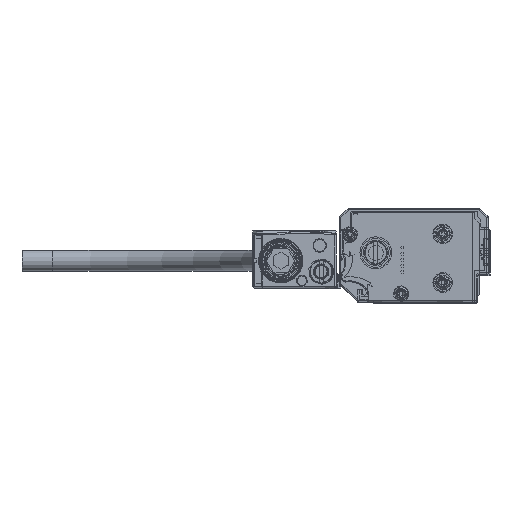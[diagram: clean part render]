
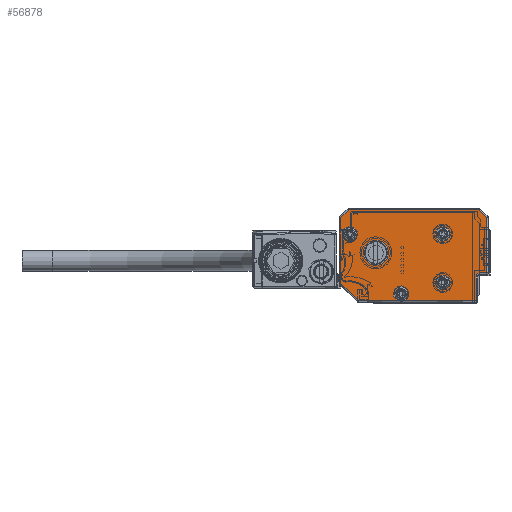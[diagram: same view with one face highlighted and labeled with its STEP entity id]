
A CAD part, left-side view. The second image highlights one B-rep face of the part: STEP entity #56878.
In plain terms, the highlighted planar face has unit normal (-1, 0, 0).
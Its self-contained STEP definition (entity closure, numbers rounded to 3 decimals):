
#56663=AXIS2_PLACEMENT_3D('Circle Axis2P3D',#56661,#56662,$) ;
#56691=AXIS2_PLACEMENT_3D('Circle Axis2P3D',#56689,#56690,$) ;
#56706=AXIS2_PLACEMENT_3D('Plane Axis2P3D',#56703,#56704,#56705) ;
#56710=AXIS2_PLACEMENT_3D('Circle Axis2P3D',#56708,#56709,$) ;
#56717=AXIS2_PLACEMENT_3D('Circle Axis2P3D',#56715,#56716,$) ;
#56724=AXIS2_PLACEMENT_3D('Circle Axis2P3D',#56722,#56723,$) ;
#56736=AXIS2_PLACEMENT_3D('Circle Axis2P3D',#56734,#56735,$) ;
#56808=AXIS2_PLACEMENT_3D('Circle Axis2P3D',#56806,#56807,$) ;
#56817=AXIS2_PLACEMENT_3D('Circle Axis2P3D',#56815,#56816,$) ;
#56826=AXIS2_PLACEMENT_3D('Circle Axis2P3D',#56824,#56825,$) ;
#56835=AXIS2_PLACEMENT_3D('Circle Axis2P3D',#56833,#56834,$) ;
#56844=AXIS2_PLACEMENT_3D('Circle Axis2P3D',#56842,#56843,$) ;
#56853=AXIS2_PLACEMENT_3D('Circle Axis2P3D',#56851,#56852,$) ;
#56862=AXIS2_PLACEMENT_3D('Circle Axis2P3D',#56860,#56861,$) ;
#56871=AXIS2_PLACEMENT_3D('Circle Axis2P3D',#56869,#56870,$) ;
#45985=CARTESIAN_POINT('Vertex',(-3573.,8.4,-1.)) ;
#45987=CARTESIAN_POINT('Vertex',(-3573.,7.,-1.)) ;
#45990=CARTESIAN_POINT('Line Origine',(-3573.,3.5,-1.)) ;
#45994=CARTESIAN_POINT('Vertex',(-3573.,21.793,-1.)) ;
#46006=CARTESIAN_POINT('Vertex',(-3573.,-17.,-1.)) ;
#46009=CARTESIAN_POINT('Line Origine',(-3573.,3.5,-1.)) ;
#56661=CARTESIAN_POINT('Axis2P3D Location',(-3573.,7.7,1.4)) ;
#56665=CARTESIAN_POINT('Vertex',(-3573.,5.2,1.4)) ;
#56686=CARTESIAN_POINT('Vertex',(-3573.,9.894,0.201)) ;
#56689=CARTESIAN_POINT('Axis2P3D Location',(-3573.,7.7,1.4)) ;
#56703=CARTESIAN_POINT('Axis2P3D Location',(-3573.,-21.5,13.5)) ;
#56708=CARTESIAN_POINT('Axis2P3D Location',(-3573.,7.7,1.4)) ;
#56712=CARTESIAN_POINT('Vertex',(-3573.,10.2,1.4)) ;
#56715=CARTESIAN_POINT('Axis2P3D Location',(-3573.,7.7,1.4)) ;
#56719=CARTESIAN_POINT('Vertex',(-3573.,5.506,2.599)) ;
#56722=CARTESIAN_POINT('Axis2P3D Location',(-3573.,7.7,1.4)) ;
#56727=CARTESIAN_POINT('Line Origine',(-3573.,-17.,3.1)) ;
#56731=CARTESIAN_POINT('Vertex',(-3573.,-17.,7.2)) ;
#56734=CARTESIAN_POINT('Axis2P3D Location',(-3573.,-18.,7.2)) ;
#56738=CARTESIAN_POINT('Vertex',(-3573.,-18.,8.2)) ;
#56741=CARTESIAN_POINT('Line Origine',(-3573.,-19.25,8.2)) ;
#56745=CARTESIAN_POINT('Vertex',(-3573.,-20.5,8.2)) ;
#56748=CARTESIAN_POINT('Line Origine',(-3573.,-20.5,17.246)) ;
#56752=CARTESIAN_POINT('Vertex',(-3573.,-20.5,26.293)) ;
#56755=CARTESIAN_POINT('Line Origine',(-3573.,-19.146,27.646)) ;
#56759=CARTESIAN_POINT('Vertex',(-3573.,-17.793,29.)) ;
#56762=CARTESIAN_POINT('Line Origine',(-3573.,3.5,29.)) ;
#56766=CARTESIAN_POINT('Vertex',(-3573.,24.793,29.)) ;
#56769=CARTESIAN_POINT('Line Origine',(-3573.,26.146,27.646)) ;
#56773=CARTESIAN_POINT('Vertex',(-3573.,27.5,26.293)) ;
#56776=CARTESIAN_POINT('Line Origine',(-3573.,27.5,15.5)) ;
#56780=CARTESIAN_POINT('Vertex',(-3573.,27.5,4.707)) ;
#56783=CARTESIAN_POINT('Line Origine',(-3573.,24.646,1.854)) ;
#56806=CARTESIAN_POINT('Axis2P3D Location',(-3573.,-6.,5.)) ;
#56810=CARTESIAN_POINT('Vertex',(-3573.,-3.806,3.801)) ;
#56812=CARTESIAN_POINT('Vertex',(-3573.,-8.194,6.199)) ;
#56815=CARTESIAN_POINT('Axis2P3D Location',(-3573.,-6.,5.)) ;
#56824=CARTESIAN_POINT('Axis2P3D Location',(-3573.,16.,14.8)) ;
#56828=CARTESIAN_POINT('Vertex',(-3573.,11.85,14.8)) ;
#56830=CARTESIAN_POINT('Vertex',(-3573.,20.15,14.8)) ;
#56833=CARTESIAN_POINT('Axis2P3D Location',(-3573.,16.,14.8)) ;
#56842=CARTESIAN_POINT('Axis2P3D Location',(-3573.,-6.,21.)) ;
#56846=CARTESIAN_POINT('Vertex',(-3573.,-8.194,22.199)) ;
#56848=CARTESIAN_POINT('Vertex',(-3573.,-3.806,19.801)) ;
#56851=CARTESIAN_POINT('Axis2P3D Location',(-3573.,-6.,21.)) ;
#56860=CARTESIAN_POINT('Axis2P3D Location',(-3573.,24.5,20.9)) ;
#56864=CARTESIAN_POINT('Vertex',(-3573.,22.306,22.099)) ;
#56866=CARTESIAN_POINT('Vertex',(-3573.,26.694,19.701)) ;
#56869=CARTESIAN_POINT('Axis2P3D Location',(-3573.,24.5,20.9)) ;
#45991=DIRECTION('Vector Direction',(0.,1.,0.)) ;
#46010=DIRECTION('Vector Direction',(0.,1.,0.)) ;
#56662=DIRECTION('Axis2P3D Direction',(-1.,0.,0.)) ;
#56690=DIRECTION('Axis2P3D Direction',(-1.,0.,0.)) ;
#56704=DIRECTION('Axis2P3D Direction',(1.,0.,0.)) ;
#56705=DIRECTION('Axis2P3D XDirection',(0.,1.,0.)) ;
#56709=DIRECTION('Axis2P3D Direction',(1.,0.,0.)) ;
#56716=DIRECTION('Axis2P3D Direction',(1.,0.,0.)) ;
#56723=DIRECTION('Axis2P3D Direction',(1.,0.,0.)) ;
#56728=DIRECTION('Vector Direction',(0.,0.,1.)) ;
#56735=DIRECTION('Axis2P3D Direction',(1.,0.,0.)) ;
#56742=DIRECTION('Vector Direction',(0.,-1.,0.)) ;
#56749=DIRECTION('Vector Direction',(0.,0.,1.)) ;
#56756=DIRECTION('Vector Direction',(0.,-0.707,-0.707)) ;
#56763=DIRECTION('Vector Direction',(0.,1.,0.)) ;
#56770=DIRECTION('Vector Direction',(0.,0.707,-0.707)) ;
#56777=DIRECTION('Vector Direction',(0.,0.,-1.)) ;
#56784=DIRECTION('Vector Direction',(0.,-0.707,-0.707)) ;
#56807=DIRECTION('Axis2P3D Direction',(1.,0.,0.)) ;
#56816=DIRECTION('Axis2P3D Direction',(1.,0.,0.)) ;
#56825=DIRECTION('Axis2P3D Direction',(1.,0.,0.)) ;
#56834=DIRECTION('Axis2P3D Direction',(1.,0.,0.)) ;
#56843=DIRECTION('Axis2P3D Direction',(1.,0.,0.)) ;
#56852=DIRECTION('Axis2P3D Direction',(1.,0.,0.)) ;
#56861=DIRECTION('Axis2P3D Direction',(1.,0.,0.)) ;
#56870=DIRECTION('Axis2P3D Direction',(1.,0.,0.)) ;
#45992=VECTOR('Line Direction',#45991,1.) ;
#46011=VECTOR('Line Direction',#46010,1.) ;
#56729=VECTOR('Line Direction',#56728,1.) ;
#56743=VECTOR('Line Direction',#56742,1.) ;
#56750=VECTOR('Line Direction',#56749,1.) ;
#56757=VECTOR('Line Direction',#56756,1.) ;
#56764=VECTOR('Line Direction',#56763,1.) ;
#56771=VECTOR('Line Direction',#56770,1.) ;
#56778=VECTOR('Line Direction',#56777,1.) ;
#56785=VECTOR('Line Direction',#56784,1.) ;
#56789=ORIENTED_EDGE('',*,*,#56693,.T.) ;
#56790=ORIENTED_EDGE('',*,*,#56714,.T.) ;
#56791=ORIENTED_EDGE('',*,*,#56721,.T.) ;
#56792=ORIENTED_EDGE('',*,*,#56726,.T.) ;
#56793=ORIENTED_EDGE('',*,*,#56667,.T.) ;
#56794=ORIENTED_EDGE('',*,*,#46013,.F.) ;
#56795=ORIENTED_EDGE('',*,*,#56733,.F.) ;
#56796=ORIENTED_EDGE('',*,*,#56740,.F.) ;
#56797=ORIENTED_EDGE('',*,*,#56747,.F.) ;
#56798=ORIENTED_EDGE('',*,*,#56754,.F.) ;
#56799=ORIENTED_EDGE('',*,*,#56761,.F.) ;
#56800=ORIENTED_EDGE('',*,*,#56768,.F.) ;
#56801=ORIENTED_EDGE('',*,*,#56775,.F.) ;
#56802=ORIENTED_EDGE('',*,*,#56782,.F.) ;
#56803=ORIENTED_EDGE('',*,*,#56787,.F.) ;
#56804=ORIENTED_EDGE('',*,*,#45996,.F.) ;
#56821=ORIENTED_EDGE('',*,*,#56814,.T.) ;
#56822=ORIENTED_EDGE('',*,*,#56819,.T.) ;
#56839=ORIENTED_EDGE('',*,*,#56832,.T.) ;
#56840=ORIENTED_EDGE('',*,*,#56837,.T.) ;
#56857=ORIENTED_EDGE('',*,*,#56850,.T.) ;
#56858=ORIENTED_EDGE('',*,*,#56855,.T.) ;
#56875=ORIENTED_EDGE('',*,*,#56868,.T.) ;
#56876=ORIENTED_EDGE('',*,*,#56873,.T.) ;
#56823=FACE_BOUND('',#56820,.T.) ;
#56841=FACE_BOUND('',#56838,.T.) ;
#56859=FACE_BOUND('',#56856,.T.) ;
#56877=FACE_BOUND('',#56874,.T.) ;
#56878=ADVANCED_FACE('\X2\FF8AFF9FFF70FF82\X0\ \X2\FF8EFF9EFF83FF9EFF68FF70\X0\',(#56805,#56823,#56841,#56859,#56877),#56707,.F.) ;
#56664=CIRCLE('generated circle',#56663,2.5) ;
#56692=CIRCLE('generated circle',#56691,2.5) ;
#56711=CIRCLE('generated circle',#56710,2.5) ;
#56718=CIRCLE('generated circle',#56717,2.5) ;
#56725=CIRCLE('generated circle',#56724,2.5) ;
#56737=CIRCLE('generated circle',#56736,1.) ;
#56809=CIRCLE('generated circle',#56808,2.5) ;
#56818=CIRCLE('generated circle',#56817,2.5) ;
#56827=CIRCLE('generated circle',#56826,4.15) ;
#56836=CIRCLE('generated circle',#56835,4.15) ;
#56845=CIRCLE('generated circle',#56844,2.5) ;
#56854=CIRCLE('generated circle',#56853,2.5) ;
#56863=CIRCLE('generated circle',#56862,2.5) ;
#56872=CIRCLE('generated circle',#56871,2.5) ;
#45996=EDGE_CURVE('',#45986,#45995,#45993,.T.) ;
#46013=EDGE_CURVE('',#46007,#45988,#46012,.T.) ;
#56667=EDGE_CURVE('',#56666,#45988,#56664,.F.) ;
#56693=EDGE_CURVE('',#45986,#56687,#56692,.F.) ;
#56714=EDGE_CURVE('',#56687,#56713,#56711,.T.) ;
#56721=EDGE_CURVE('',#56713,#56720,#56718,.T.) ;
#56726=EDGE_CURVE('',#56720,#56666,#56725,.T.) ;
#56733=EDGE_CURVE('',#56732,#46007,#56730,.F.) ;
#56740=EDGE_CURVE('',#56739,#56732,#56737,.F.) ;
#56747=EDGE_CURVE('',#56746,#56739,#56744,.F.) ;
#56754=EDGE_CURVE('',#56753,#56746,#56751,.F.) ;
#56761=EDGE_CURVE('',#56760,#56753,#56758,.T.) ;
#56768=EDGE_CURVE('',#56767,#56760,#56765,.F.) ;
#56775=EDGE_CURVE('',#56774,#56767,#56772,.F.) ;
#56782=EDGE_CURVE('',#56781,#56774,#56779,.F.) ;
#56787=EDGE_CURVE('',#45995,#56781,#56786,.F.) ;
#56814=EDGE_CURVE('',#56811,#56813,#56809,.T.) ;
#56819=EDGE_CURVE('',#56813,#56811,#56818,.T.) ;
#56832=EDGE_CURVE('',#56829,#56831,#56827,.T.) ;
#56837=EDGE_CURVE('',#56831,#56829,#56836,.T.) ;
#56850=EDGE_CURVE('',#56847,#56849,#56845,.T.) ;
#56855=EDGE_CURVE('',#56849,#56847,#56854,.T.) ;
#56868=EDGE_CURVE('',#56865,#56867,#56863,.T.) ;
#56873=EDGE_CURVE('',#56867,#56865,#56872,.T.) ;
#56788=EDGE_LOOP('',(#56789,#56790,#56791,#56792,#56793,#56794,#56795,#56796,#56797,#56798,#56799,#56800,#56801,#56802,#56803,#56804)) ;
#56820=EDGE_LOOP('',(#56821,#56822)) ;
#56838=EDGE_LOOP('',(#56839,#56840)) ;
#56856=EDGE_LOOP('',(#56857,#56858)) ;
#56874=EDGE_LOOP('',(#56875,#56876)) ;
#56805=FACE_OUTER_BOUND('',#56788,.T.) ;
#45993=LINE('Line',#45990,#45992) ;
#46012=LINE('Line',#46009,#46011) ;
#56730=LINE('Line',#56727,#56729) ;
#56744=LINE('Line',#56741,#56743) ;
#56751=LINE('Line',#56748,#56750) ;
#56758=LINE('Line',#56755,#56757) ;
#56765=LINE('Line',#56762,#56764) ;
#56772=LINE('Line',#56769,#56771) ;
#56779=LINE('Line',#56776,#56778) ;
#56786=LINE('Line',#56783,#56785) ;
#56707=PLANE('Plane',#56706) ;
#45986=VERTEX_POINT('',#45985) ;
#45988=VERTEX_POINT('',#45987) ;
#45995=VERTEX_POINT('',#45994) ;
#46007=VERTEX_POINT('',#46006) ;
#56666=VERTEX_POINT('',#56665) ;
#56687=VERTEX_POINT('',#56686) ;
#56713=VERTEX_POINT('',#56712) ;
#56720=VERTEX_POINT('',#56719) ;
#56732=VERTEX_POINT('',#56731) ;
#56739=VERTEX_POINT('',#56738) ;
#56746=VERTEX_POINT('',#56745) ;
#56753=VERTEX_POINT('',#56752) ;
#56760=VERTEX_POINT('',#56759) ;
#56767=VERTEX_POINT('',#56766) ;
#56774=VERTEX_POINT('',#56773) ;
#56781=VERTEX_POINT('',#56780) ;
#56811=VERTEX_POINT('',#56810) ;
#56813=VERTEX_POINT('',#56812) ;
#56829=VERTEX_POINT('',#56828) ;
#56831=VERTEX_POINT('',#56830) ;
#56847=VERTEX_POINT('',#56846) ;
#56849=VERTEX_POINT('',#56848) ;
#56865=VERTEX_POINT('',#56864) ;
#56867=VERTEX_POINT('',#56866) ;
